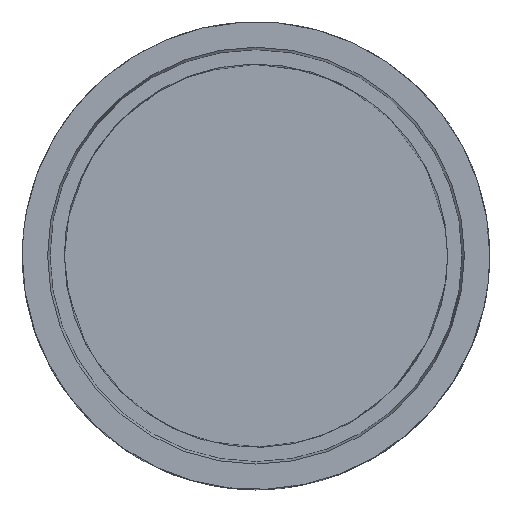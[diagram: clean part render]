
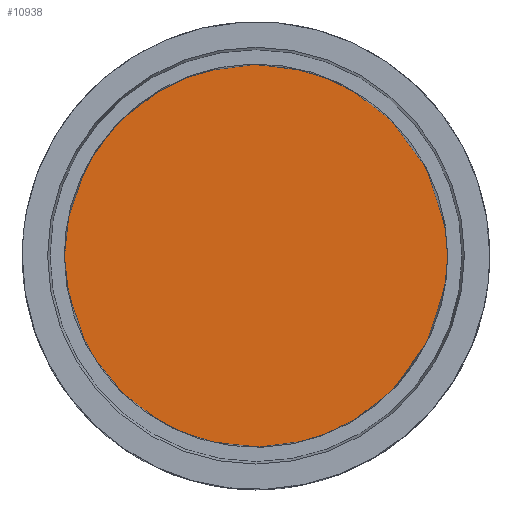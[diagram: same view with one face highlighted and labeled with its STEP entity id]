
A CAD part, top view. The second image highlights one B-rep face of the part: STEP entity #10938.
In plain terms, the highlighted planar face has unit normal (0, 0, 1).
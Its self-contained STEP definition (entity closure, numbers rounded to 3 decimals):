
#31 = CARTESIAN_POINT ( 'NONE',  ( 400., 0., 0. ) ) ;
#740 = DIRECTION ( 'NONE',  ( 0., 0., 1. ) ) ;
#1057 = EDGE_CURVE ( 'NONE', #4170, #8882, #14066, .T. ) ;
#4019 = DIRECTION ( 'NONE',  ( 1., 0., 0. ) ) ;
#4170 = VERTEX_POINT ( 'NONE', #4554 ) ;
#4554 = CARTESIAN_POINT ( 'NONE',  ( -400., 0., 0. ) ) ;
#5415 = ORIENTED_EDGE ( 'NONE', *, *, #1057, .T. ) ;
#6662 = FACE_OUTER_BOUND ( 'NONE', #11905, .T. ) ;
#7435 = AXIS2_PLACEMENT_3D ( 'NONE', #11789, #8400, #16917 ) ;
#8400 = DIRECTION ( 'NONE',  ( 0., 0., 1. ) ) ;
#8481 = DIRECTION ( 'NONE',  ( 1., 0., 0. ) ) ;
#8882 = VERTEX_POINT ( 'NONE', #31 ) ;
#10119 = DIRECTION ( 'NONE',  ( 0., 0., 1. ) ) ;
#10273 = EDGE_CURVE ( 'NONE', #8882, #4170, #20676, .T. ) ;
#10938 = ADVANCED_FACE ( 'NONE', ( #6662 ), #18546, .T. ) ;
#11276 = AXIS2_PLACEMENT_3D ( 'NONE', #18407, #10119, #8481 ) ;
#11789 = CARTESIAN_POINT ( 'NONE',  ( 0., 0., 0. ) ) ;
#11905 = EDGE_LOOP ( 'NONE', ( #12895, #5415 ) ) ;
#12895 = ORIENTED_EDGE ( 'NONE', *, *, #10273, .T. ) ;
#14066 = CIRCLE ( 'NONE', #17534, 400. ) ;
#16917 = DIRECTION ( 'NONE',  ( 1., 0., 0. ) ) ;
#17534 = AXIS2_PLACEMENT_3D ( 'NONE', #20599, #740, #4019 ) ;
#18407 = CARTESIAN_POINT ( 'NONE',  ( 0., 0., 0. ) ) ;
#18546 = PLANE ( 'NONE',  #7435 ) ;
#20599 = CARTESIAN_POINT ( 'NONE',  ( 0., 0., 0. ) ) ;
#20676 = CIRCLE ( 'NONE', #11276, 400. ) ;
